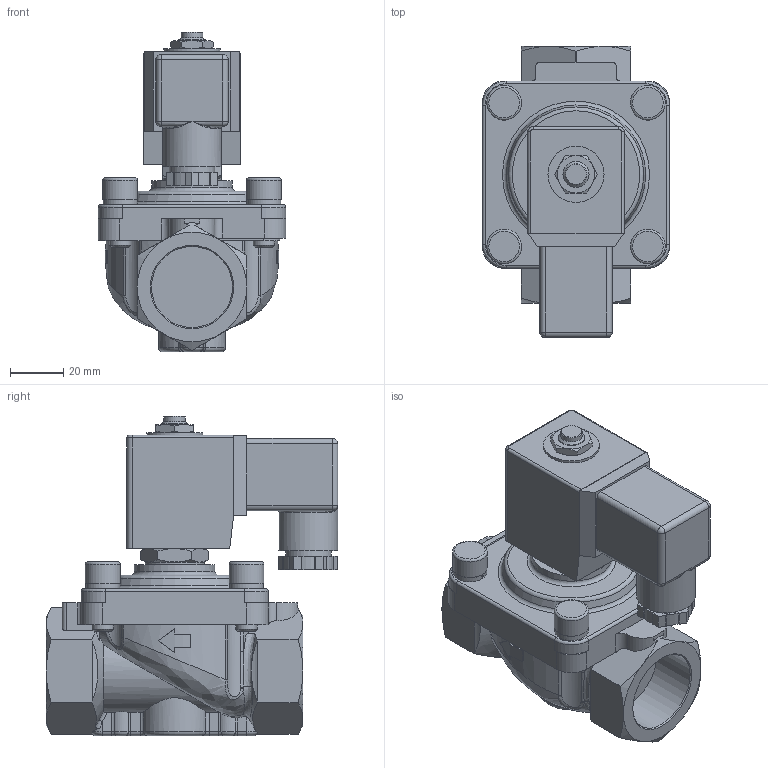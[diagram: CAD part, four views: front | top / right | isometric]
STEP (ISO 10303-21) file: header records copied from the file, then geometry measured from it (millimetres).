
FILE_DESCRIPTION(/* description */ ('2/2 zwangsgest. Membran-Magnetventil.stp'),/* implementation_level */ '2;1');
FILE_NAME(/* name */ '043.004453_E4325-1001-.012.stp',/* time_stamp */ '2018-07-02T13:11:39+02:00',/* author */ ('EFast'),/* organization */ (''),/* preprocessor_version */ 'ST-DEVELOPER v16.1',/* originating_system */ 'Autodesk Inventor 2016',/* authorisation */ '');
FILE_SCHEMA (('AUTOMOTIVE_DESIGN { 1 0 10303 214 3 1 1 }'));
Length unit declared in the file: millimetre
Products named in the file (1): 88-003464
Bounding box: 70 x 109 x 119.45 mm (x, y, z)
Volume: 305702.7 mm3; surface area: 47022.9 mm2
Topology: 1 solids, 1 shells, 404 faces, 1018 edges, 636 vertices
Faces by surface type: plane 146, cylinder 138, cone 54, torus 36, bspline 26, sphere 4
Full cylindrical faces by diameter (mm): 8 x9, 9.73 x1, 13 x4, 17 x1, 21 x1, 22 x2, 30.291 x2
Entity records: 13127 total; most frequent: CARTESIAN_POINT 3954, ORIENTED_EDGE 1920, DIRECTION 1889, EDGE_CURVE 960, AXIS2_PLACEMENT_3D 762, VERTEX_POINT 625, EDGE_LOOP 479, FACE_OUTER_BOUND 404
